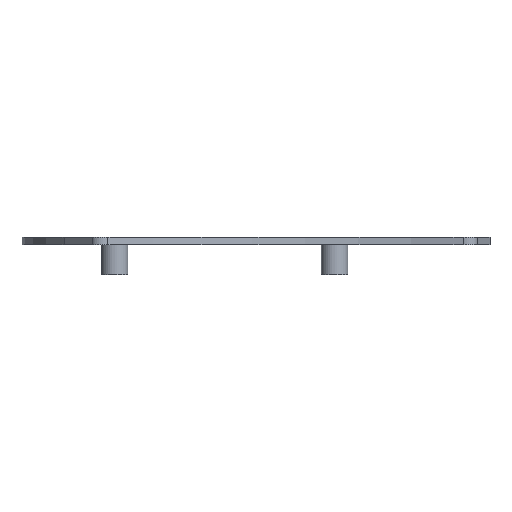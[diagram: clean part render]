
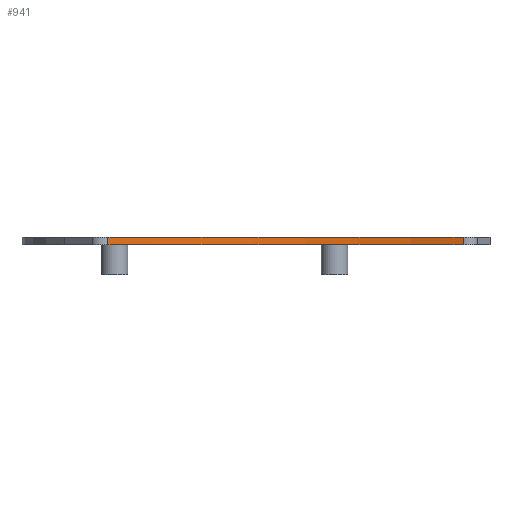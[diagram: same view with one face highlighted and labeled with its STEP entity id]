
A CAD part, front view. The second image highlights one B-rep face of the part: STEP entity #941.
In plain terms, the highlighted cylindrical face has radius 104.121 mm (diameter 208.242 mm), a partial arc.
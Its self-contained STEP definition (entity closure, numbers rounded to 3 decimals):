
#63 = VERTEX_POINT('',#64);
#64 = CARTESIAN_POINT('',(-62.762,83.079,0.));
#71 = EDGE_CURVE('',#72,#63,#74,.T.);
#72 = VERTEX_POINT('',#73);
#73 = CARTESIAN_POINT('',(30.913,99.426,0.));
#74 = CIRCLE('',#75,104.121);
#75 = AXIS2_PLACEMENT_3D('',#76,#77,#78);
#76 = CARTESIAN_POINT('',(0.,0.,0.));
#77 = DIRECTION('',(0.,0.,1.));
#78 = DIRECTION('',(1.,0.,0.));
#413 = EDGE_CURVE('',#63,#414,#416,.T.);
#414 = VERTEX_POINT('',#415);
#415 = CARTESIAN_POINT('',(-62.762,83.079,2.));
#416 = LINE('',#417,#418);
#417 = CARTESIAN_POINT('',(-62.762,83.079,0.));
#418 = VECTOR('',#419,1.);
#419 = DIRECTION('',(0.,0.,1.));
#464 = EDGE_CURVE('',#465,#414,#467,.T.);
#465 = VERTEX_POINT('',#466);
#466 = CARTESIAN_POINT('',(30.913,99.426,2.));
#467 = CIRCLE('',#468,104.121);
#468 = AXIS2_PLACEMENT_3D('',#469,#470,#471);
#469 = CARTESIAN_POINT('',(0.,0.,2.));
#470 = DIRECTION('',(0.,0.,1.));
#471 = DIRECTION('',(1.,0.,0.));
#931 = EDGE_CURVE('',#72,#465,#932,.T.);
#932 = LINE('',#933,#934);
#933 = CARTESIAN_POINT('',(30.913,99.426,0.));
#934 = VECTOR('',#935,1.);
#935 = DIRECTION('',(0.,0.,1.));
#941 = ADVANCED_FACE('',(#942),#948,.F.);
#942 = FACE_BOUND('',#943,.T.);
#943 = EDGE_LOOP('',(#944,#945,#946,#947));
#944 = ORIENTED_EDGE('',*,*,#71,.F.);
#945 = ORIENTED_EDGE('',*,*,#931,.T.);
#946 = ORIENTED_EDGE('',*,*,#464,.T.);
#947 = ORIENTED_EDGE('',*,*,#413,.F.);
#948 = CYLINDRICAL_SURFACE('',#949,104.121);
#949 = AXIS2_PLACEMENT_3D('',#950,#951,#952);
#950 = CARTESIAN_POINT('',(0.,0.,0.));
#951 = DIRECTION('',(-0.,-0.,-1.));
#952 = DIRECTION('',(1.,0.,0.));
